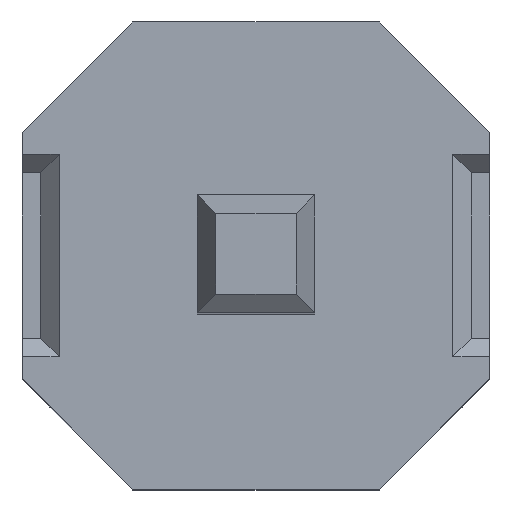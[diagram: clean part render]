
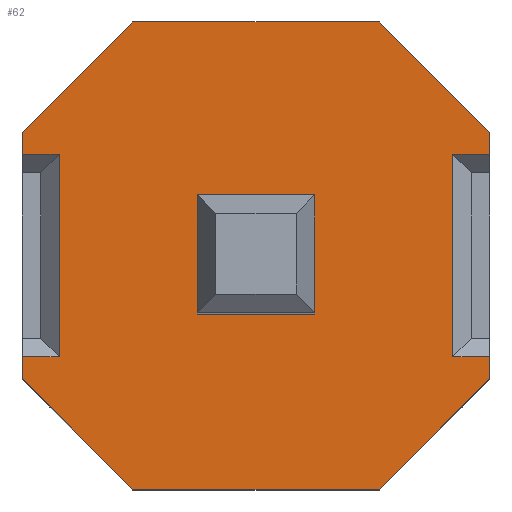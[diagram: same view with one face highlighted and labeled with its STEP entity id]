
A CAD part, top view. The second image highlights one B-rep face of the part: STEP entity #62.
In plain terms, the highlighted planar face has unit normal (0, 0, 1).
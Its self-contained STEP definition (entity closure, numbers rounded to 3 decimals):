
#62=ADVANCED_FACE('',(#422,#424),#426,.T.);
#422=FACE_BOUND('',#423,.T.);
#423=EDGE_LOOP('',(#709,#710,#711,#712,#713,#714,#715,#716,#717,#718,#719,#720,#721,
#722,#723,#724));
#424=FACE_BOUND('',#425,.T.);
#425=EDGE_LOOP('',(#725,#726,#727,#728));
#426=PLANE('',#427);
#427=AXIS2_PLACEMENT_3D('',#428,#429,#430);
#428=CARTESIAN_POINT('',(0.,0.,2.5));
#429=DIRECTION('',(0.,0.,1.));
#430=DIRECTION('',(1.,0.,0.));
#709=ORIENTED_EDGE('',*,*,#909,.T.);
#710=ORIENTED_EDGE('',*,*,#910,.T.);
#711=ORIENTED_EDGE('',*,*,#911,.T.);
#712=ORIENTED_EDGE('',*,*,#912,.T.);
#713=ORIENTED_EDGE('',*,*,#913,.T.);
#714=ORIENTED_EDGE('',*,*,#914,.T.);
#715=ORIENTED_EDGE('',*,*,#915,.T.);
#716=ORIENTED_EDGE('',*,*,#916,.T.);
#717=ORIENTED_EDGE('',*,*,#917,.T.);
#718=ORIENTED_EDGE('',*,*,#918,.T.);
#719=ORIENTED_EDGE('',*,*,#919,.T.);
#720=ORIENTED_EDGE('',*,*,#920,.T.);
#721=ORIENTED_EDGE('',*,*,#921,.T.);
#722=ORIENTED_EDGE('',*,*,#922,.T.);
#723=ORIENTED_EDGE('',*,*,#923,.T.);
#724=ORIENTED_EDGE('',*,*,#924,.T.);
#725=ORIENTED_EDGE('',*,*,#925,.F.);
#726=ORIENTED_EDGE('',*,*,#926,.F.);
#727=ORIENTED_EDGE('',*,*,#927,.F.);
#728=ORIENTED_EDGE('',*,*,#928,.F.);
#909=EDGE_CURVE('',#1021,#1022,#1023,.F.);
#910=EDGE_CURVE('',#1022,#1024,#1025,.T.);
#911=EDGE_CURVE('',#1024,#1026,#1027,.T.);
#912=EDGE_CURVE('',#1026,#1028,#1029,.T.);
#913=EDGE_CURVE('',#1028,#1030,#1031,.T.);
#914=EDGE_CURVE('',#1030,#1032,#1033,.T.);
#915=EDGE_CURVE('',#1032,#1034,#1035,.F.);
#916=EDGE_CURVE('',#1034,#1036,#1037,.F.);
#917=EDGE_CURVE('',#1036,#1038,#1039,.F.);
#918=EDGE_CURVE('',#1038,#1040,#1041,.T.);
#919=EDGE_CURVE('',#1040,#1042,#1043,.T.);
#920=EDGE_CURVE('',#1042,#1044,#1045,.T.);
#921=EDGE_CURVE('',#1044,#1046,#1047,.T.);
#922=EDGE_CURVE('',#1046,#1048,#1049,.T.);
#923=EDGE_CURVE('',#1048,#1050,#1051,.F.);
#924=EDGE_CURVE('',#1050,#1021,#1052,.F.);
#925=EDGE_CURVE('',#1053,#1054,#1055,.T.);
#926=EDGE_CURVE('',#1056,#1053,#1057,.T.);
#927=EDGE_CURVE('',#1058,#1056,#1059,.T.);
#928=EDGE_CURVE('',#1054,#1058,#1060,.T.);
#1021=VERTEX_POINT('',#1209);
#1022=VERTEX_POINT('',#1210);
#1023=LINE('',#1211,#1212);
#1024=VERTEX_POINT('',#1214);
#1025=LINE('',#1215,#1216);
#1026=VERTEX_POINT('',#1218);
#1027=LINE('',#1219,#1220);
#1028=VERTEX_POINT('',#1222);
#1029=LINE('',#1223,#1224);
#1030=VERTEX_POINT('',#1226);
#1031=LINE('',#1227,#1228);
#1032=VERTEX_POINT('',#1230);
#1033=LINE('',#1231,#1232);
#1034=VERTEX_POINT('',#1234);
#1035=LINE('',#1235,#1236);
#1036=VERTEX_POINT('',#1238);
#1037=LINE('',#1239,#1240);
#1038=VERTEX_POINT('',#1242);
#1039=LINE('',#1243,#1244);
#1040=VERTEX_POINT('',#1246);
#1041=LINE('',#1247,#1248);
#1042=VERTEX_POINT('',#1250);
#1043=LINE('',#1251,#1252);
#1044=VERTEX_POINT('',#1254);
#1045=LINE('',#1255,#1256);
#1046=VERTEX_POINT('',#1258);
#1047=LINE('',#1259,#1260);
#1048=VERTEX_POINT('',#1262);
#1049=LINE('',#1263,#1264);
#1050=VERTEX_POINT('',#1266);
#1051=LINE('',#1267,#1268);
#1052=LINE('',#1270,#1271);
#1053=VERTEX_POINT('',#1273);
#1054=VERTEX_POINT('',#1274);
#1055=LINE('',#1275,#1276);
#1056=VERTEX_POINT('',#1278);
#1057=LINE('',#1279,#1280);
#1058=VERTEX_POINT('',#1282);
#1059=LINE('',#1283,#1284);
#1060=LINE('',#1286,#1287);
#1209=CARTESIAN_POINT('',(-1.07,-0.55,2.5));
#1210=CARTESIAN_POINT('',(-1.27,-0.55,2.5));
#1211=CARTESIAN_POINT('',(-1.27,-0.55,2.5));
#1212=VECTOR('',#1213,1.);
#1213=DIRECTION('',(1.,0.,0.));
#1214=CARTESIAN_POINT('',(-1.27,-0.67,2.5));
#1215=CARTESIAN_POINT('',(-1.27,-0.55,2.5));
#1216=VECTOR('',#1217,1.);
#1217=DIRECTION('',(0.,-1.,0.));
#1218=CARTESIAN_POINT('',(-0.67,-1.27,2.5));
#1219=CARTESIAN_POINT('',(-1.27,-0.67,2.5));
#1220=VECTOR('',#1221,1.);
#1221=DIRECTION('',(0.707,-0.707,0.));
#1222=CARTESIAN_POINT('',(0.67,-1.27,2.5));
#1223=CARTESIAN_POINT('',(-0.67,-1.27,2.5));
#1224=VECTOR('',#1225,1.);
#1225=DIRECTION('',(1.,0.,0.));
#1226=CARTESIAN_POINT('',(1.27,-0.67,2.5));
#1227=CARTESIAN_POINT('',(0.67,-1.27,2.5));
#1228=VECTOR('',#1229,1.);
#1229=DIRECTION('',(0.707,0.707,0.));
#1230=CARTESIAN_POINT('',(1.27,-0.55,2.5));
#1231=CARTESIAN_POINT('',(1.27,-0.67,2.5));
#1232=VECTOR('',#1233,1.);
#1233=DIRECTION('',(0.,1.,0.));
#1234=CARTESIAN_POINT('',(1.07,-0.55,2.5));
#1235=CARTESIAN_POINT('',(1.07,-0.55,2.5));
#1236=VECTOR('',#1237,1.);
#1237=DIRECTION('',(1.,0.,0.));
#1238=CARTESIAN_POINT('',(1.07,0.55,2.5));
#1239=CARTESIAN_POINT('',(1.07,0.55,2.5));
#1240=VECTOR('',#1241,1.);
#1241=DIRECTION('',(0.,-1.,0.));
#1242=CARTESIAN_POINT('',(1.27,0.55,2.5));
#1243=CARTESIAN_POINT('',(1.27,0.55,2.5));
#1244=VECTOR('',#1245,1.);
#1245=DIRECTION('',(-1.,0.,0.));
#1246=CARTESIAN_POINT('',(1.27,0.67,2.5));
#1247=CARTESIAN_POINT('',(1.27,0.55,2.5));
#1248=VECTOR('',#1249,1.);
#1249=DIRECTION('',(0.,1.,0.));
#1250=CARTESIAN_POINT('',(0.67,1.27,2.5));
#1251=CARTESIAN_POINT('',(1.27,0.67,2.5));
#1252=VECTOR('',#1253,1.);
#1253=DIRECTION('',(-0.707,0.707,0.));
#1254=CARTESIAN_POINT('',(-0.67,1.27,2.5));
#1255=CARTESIAN_POINT('',(0.67,1.27,2.5));
#1256=VECTOR('',#1257,1.);
#1257=DIRECTION('',(-1.,0.,0.));
#1258=CARTESIAN_POINT('',(-1.27,0.67,2.5));
#1259=CARTESIAN_POINT('',(-0.67,1.27,2.5));
#1260=VECTOR('',#1261,1.);
#1261=DIRECTION('',(-0.707,-0.707,0.));
#1262=CARTESIAN_POINT('',(-1.27,0.55,2.5));
#1263=CARTESIAN_POINT('',(-1.27,0.67,2.5));
#1264=VECTOR('',#1265,1.);
#1265=DIRECTION('',(0.,-1.,0.));
#1266=CARTESIAN_POINT('',(-1.07,0.55,2.5));
#1267=CARTESIAN_POINT('',(-1.07,0.55,2.5));
#1268=VECTOR('',#1269,1.);
#1269=DIRECTION('',(-1.,0.,0.));
#1270=CARTESIAN_POINT('',(-1.07,-0.55,2.5));
#1271=VECTOR('',#1272,1.);
#1272=DIRECTION('',(0.,1.,0.));
#1273=CARTESIAN_POINT('',(0.32,0.32,2.5));
#1274=CARTESIAN_POINT('',(-0.32,0.32,2.5));
#1275=CARTESIAN_POINT('',(0.32,0.32,2.5));
#1276=VECTOR('',#1277,1.);
#1277=DIRECTION('',(-1.,0.,0.));
#1278=CARTESIAN_POINT('',(0.32,-0.32,2.5));
#1279=CARTESIAN_POINT('',(0.32,-0.32,2.5));
#1280=VECTOR('',#1281,1.);
#1281=DIRECTION('',(0.,1.,0.));
#1282=CARTESIAN_POINT('',(-0.32,-0.32,2.5));
#1283=CARTESIAN_POINT('',(-0.32,-0.32,2.5));
#1284=VECTOR('',#1285,1.);
#1285=DIRECTION('',(1.,0.,0.));
#1286=CARTESIAN_POINT('',(-0.32,0.32,2.5));
#1287=VECTOR('',#1288,1.);
#1288=DIRECTION('',(0.,-1.,0.));
